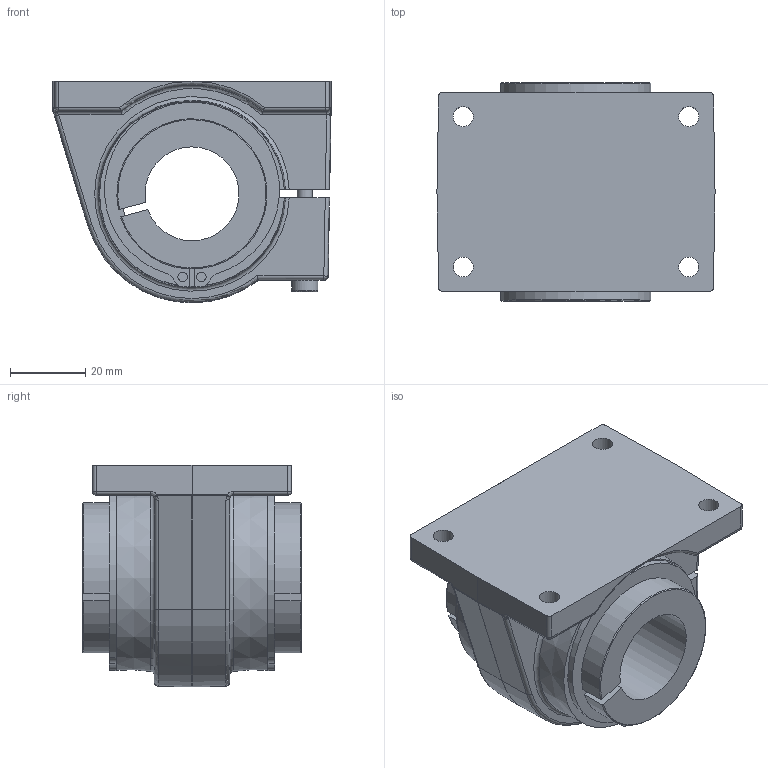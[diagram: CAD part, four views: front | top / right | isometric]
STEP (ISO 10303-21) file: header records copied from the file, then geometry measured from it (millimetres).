
FILE_DESCRIPTION(/* description */ (''),/* implementation_level */ '2;1');
FILE_NAME(/* name */ '131434-0.step',/* time_stamp */ '2021-08-11T11:30:21+02:00',/* author */ ('Muellerj'),/* organization */ (''),/* preprocessor_version */ 'ST-DEVELOPER v18.1',/* originating_system */ 'Autodesk Inventor 2021',/* authorisation */ '');
FILE_SCHEMA (('AUTOMOTIVE_DESIGN { 1 0 10303 214 3 1 1 }'));
Length unit declared in the file: millimetre
Products named in the file (4): MTW_1-00089276; MTW_1-00087914; leer; leer_1
Assembly tree (4 placements, depth 2):
  MTW_1-00089276
    MTW_1-00087914
    leer
    leer_1  x2
Bounding box: 73.98 x 58 x 59 mm (x, y, z)
Volume: 118594.1 mm3; surface area: 42714.9 mm2
Topology: 4 solids, 4 shells, 164 faces, 389 edges, 239 vertices
Faces by surface type: cylinder 72, plane 58, torus 12, sphere 9, bspline 8, cone 5
Full cylindrical faces by diameter (mm): 2.5 x4, 4 x1, 4.2 x1, 5.3 x5, 7 x1, 10 x5
Entity records: 4882 total; most frequent: CARTESIAN_POINT 1238, DIRECTION 779, ORIENTED_EDGE 700, EDGE_CURVE 350, AXIS2_PLACEMENT_3D 304, VERTEX_POINT 215, EDGE_LOOP 171, LINE 171
